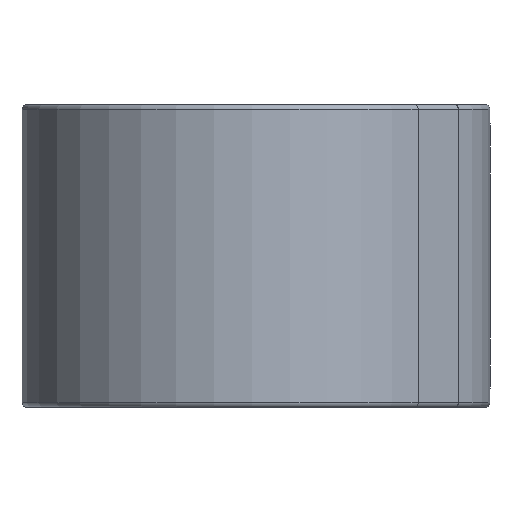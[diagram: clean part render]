
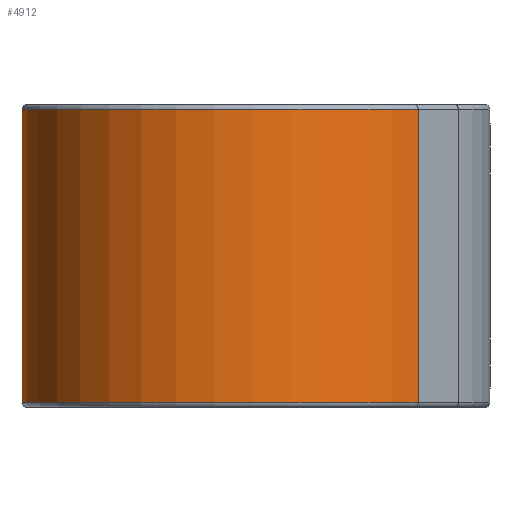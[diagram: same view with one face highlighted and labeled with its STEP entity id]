
A CAD part, left-side view. The second image highlights one B-rep face of the part: STEP entity #4912.
In plain terms, the highlighted cylindrical face has radius 9.35 mm (diameter 18.7 mm), a partial arc.
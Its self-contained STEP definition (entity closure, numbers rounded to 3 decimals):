
#1743=DIRECTION('',(0.,0.,1.));
#1744=VECTOR('',#1743,12.3);
#1745=CARTESIAN_POINT('',(-5.862,-7.284,-6.15));
#1746=LINE('',#1745,#1744);
#1757=CARTESIAN_POINT('',(0.,0.,6.15));
#1758=DIRECTION('',(0.,0.,1.));
#1759=DIRECTION('',(0.722,0.692,0.));
#1760=AXIS2_PLACEMENT_3D('',#1757,#1758,#1759);
#1762=CARTESIAN_POINT('',(0.,0.,-6.15));
#1763=DIRECTION('',(0.,0.,-1.));
#1764=DIRECTION('',(-0.627,-0.779,0.));
#1765=AXIS2_PLACEMENT_3D('',#1762,#1763,#1764);
#1767=DIRECTION('',(0.,0.,1.));
#1768=VECTOR('',#1767,12.3);
#1769=CARTESIAN_POINT('',(6.748,6.472,-6.15));
#1770=LINE('',#1769,#1768);
#1946=CARTESIAN_POINT('',(6.748,6.472,6.15));
#1947=VERTEX_POINT('',#1946);
#1950=CARTESIAN_POINT('',(-5.862,-7.284,6.15));
#1951=VERTEX_POINT('',#1950);
#1986=CARTESIAN_POINT('',(-5.862,-7.284,-6.15));
#1987=VERTEX_POINT('',#1986);
#1990=CARTESIAN_POINT('',(6.748,6.472,-6.15));
#1991=VERTEX_POINT('',#1990);
#4900=CARTESIAN_POINT('',(0.,0.,-6.35));
#4901=DIRECTION('',(0.,0.,1.));
#4902=DIRECTION('',(1.,0.,0.));
#4903=AXIS2_PLACEMENT_3D('',#4900,#4901,#4902);
#4904=CYLINDRICAL_SURFACE('',#4903,9.35);
#4905=ORIENTED_EDGE('',*,*,#4893,.T.);
#4906=ORIENTED_EDGE('',*,*,#4868,.F.);
#4907=ORIENTED_EDGE('',*,*,#2468,.T.);
#4909=ORIENTED_EDGE('',*,*,#4908,.T.);
#4910=EDGE_LOOP('',(#4905,#4906,#4907,#4909));
#4911=FACE_OUTER_BOUND('',#4910,.F.);
#4912=ADVANCED_FACE('',(#4911),#4904,.T.);
#1761=CIRCLE('',#1760,9.35);
#1766=CIRCLE('',#1765,9.35);
#2468=EDGE_CURVE('',#1987,#1991,#1766,.T.);
#4868=EDGE_CURVE('',#1987,#1951,#1746,.T.);
#4893=EDGE_CURVE('',#1947,#1951,#1761,.T.);
#4908=EDGE_CURVE('',#1991,#1947,#1770,.T.);
